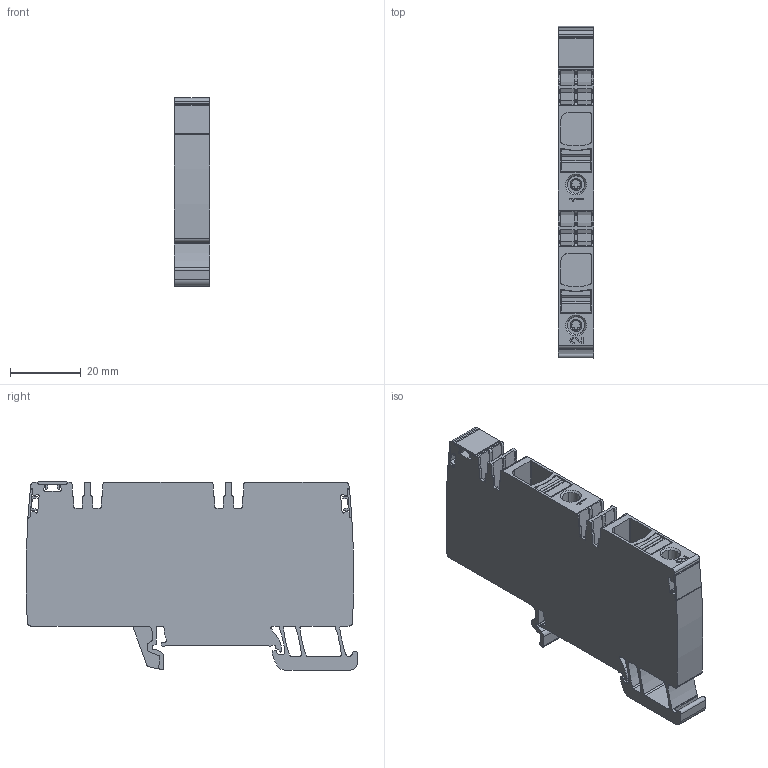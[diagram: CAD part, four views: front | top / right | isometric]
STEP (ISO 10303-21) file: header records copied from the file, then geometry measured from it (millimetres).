
FILE_DESCRIPTION(('CATIA V5R22 STEP214','CAx-IF Rec.Pracs.--- Model Styling and Organization---1.4--- 2014-01-23'),'2;1');
FILE_NAME ('1135668-2_1', '2019-07-10T05:23:07+00:00', ('Weidmueller Interface'), ('Weidmueller'), 'CATIA Version 5-6 Release 2016 SP3 HF44', 'CATIA V5 STEP AP214', 'none');
FILE_SCHEMA(('AUTOMOTIVE_DESIGN { 1 0 10303 214 1 1 1 1 }'));
Length unit declared in the file: millimetre
Products named in the file (1): 2675560000_AAP14_10_LO-LO_DL
Bounding box: 10 x 93.85 x 53.19 mm (x, y, z)
Volume: 36589.5 mm3; surface area: 15981.1 mm2
Topology: 6 solids, 6 shells, 743 faces, 2172 edges, 1459 vertices
Faces by surface type: plane 440, cylinder 265, extrusion 30, cone 8
Entity records: 24726 total; most frequent: CARTESIAN_POINT 5423, ORIENTED_EDGE 4344, DIRECTION 3052, EDGE_CURVE 2172, VECTOR 1579, LINE 1549, VERTEX_POINT 1459, AXIS2_PLACEMENT_3D 988
